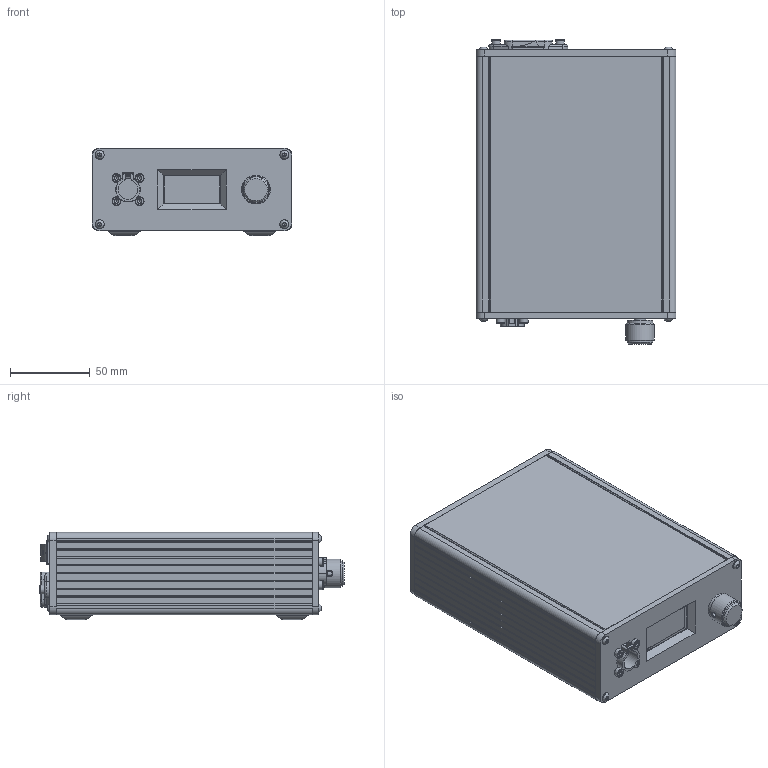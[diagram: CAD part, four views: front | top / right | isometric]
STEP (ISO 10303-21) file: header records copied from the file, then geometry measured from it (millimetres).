
FILE_DESCRIPTION(('FreeCAD Model'),'2;1');
FILE_NAME('Open CASCADE Shape Model','2022-05-02T23:15:43',(''),(''), 'Open CASCADE STEP processor 7.5','FreeCAD','Unknown');
FILE_SCHEMA(('AUTOMOTIVE_DESIGN { 1 0 10303 214 1 1 1 1 }'));
Length unit declared in the file: millimetre
Products named in the file (70): Assembly; Parts; Enclosure_1455Q1602BK_Extrusion; Enclosure_1455Q1602BK_Cap; Transformer_Spacer; Transformer_Group; Foam; Transformer; Transformer_Washer; Front_Panel; Rear_Panel; openSolderV0.2_PCBA; PDSE1_DCDC; COMPOUND002; COMPOUND; COMPOUND001; OLED_SSD1306_1_54; COMPOUND006; COMPOUND003; COMPOUND004; COMPOUND005; RPC1-12RB-6P; SOLID; openSolderV0.2 PCB; PEC11R; Connector_Minijack_MJ-064H; Connector_IEC-C14_703W-0004; SS7BVDERB; SS7B-001-63; SS7B-002-63; SS7B-002-064; Rocker_Switch_CWSB11AA2F; _CWSB-body; _CWSB2-nonillumin_rocker; _CWSB1F-nonillumin_trmnls; Fuse_Holder_01500274ZXU; Rotary_Encoder_Knob; Rubber_Pads; Rubber_Pad; Fasteners ...
Assembly tree (74 placements, depth 6):
  Assembly
    Parts
      Enclosure_1455Q1602BK_Extrusion
      Enclosure_1455Q1602BK_Cap
      Transformer_Spacer
      Transformer_Group
        Foam  x2
        Transformer
        Transformer_Washer
      Front_Panel
      Rear_Panel
      openSolderV0.2_PCBA
        PDSE1_DCDC
          COMPOUND002
            COMPOUND
            COMPOUND001
        OLED_SSD1306_1_54
          COMPOUND006
            COMPOUND003
            COMPOUND004
            COMPOUND005
        RPC1-12RB-6P
          SOLID
        openSolderV0.2 PCB
        PEC11R
      Connector_Minijack_MJ-064H  x2
      Connector_IEC-C14_703W-0004
        SS7BVDERB
        SS7B-001-63
        SS7B-002-63
        SS7B-002-064
      Rocker_Switch_CWSB11AA2F
        _CWSB-body
        _CWSB2-nonillumin_rocker
        _CWSB1F-nonillumin_trmnls
      Fuse_Holder_01500274ZXU
      Rotary_Encoder_Knob
      Rubber_Pads
        Rubber_Pad  x4
    Fasteners
      Transformer_Fasteners
        M5x20-Screw
        M5x20-Screw001
        M5-Nut
        M5-Nut001
      Panel_Fasteners
        M3x16-Screw
        M3x16-Screw043
        M3x16-Screw044
        M3x16-Screw045
        M3x16-Screw046
        M3x16-Screw047
        M3x16-Screw048
        M3x16-Screw049
      ICD_Fasteners
        M3x12-Screw
        M3x12-Screw089
        M3-Washer
        M3-Washer083
        M3-Nut
Bounding box: 125 x 190.2 x 54.5 mm (x, y, z)
Volume: 579000.3 mm3; surface area: 277595.7 mm2
Topology: 57 solids, 57 shells, 2102 faces, 5366 edges, 3470 vertices
Faces by surface type: plane 950, cylinder 511, bspline 350, extrusion 108, cone 104, torus 29, revolution 25, sphere 25
Full cylindrical faces by diameter (mm): 0.8 x2, 1 x22, 1.075 x4, 1.1 x4, 1.3 x2, 1.4 x5, 1.778 x1, 2.2 x6, 2.5 x3, 2.54 x1, 2.7 x1, 3 x17, 3.2 x13, 3.4 x1, 3.5 x3, 4 x10, 4.2 x3, 5 x6, 5.467 x2, 5.495 x3, 5.5 x6, 6 x3, 7 x6, 7.2 x1, 7.992 x2, 8 x4, 9 x2, 9.8 x2, 10 x4, 11 x1
Entity records: 66868 total; most frequent: CARTESIAN_POINT 17598, ORIENTED_EDGE 10396, DIRECTION 8926, EDGE_CURVE 5198, VERTEX_POINT 3378, AXIS2_PLACEMENT_3D 3102, VECTOR 2697, LINE 2589
